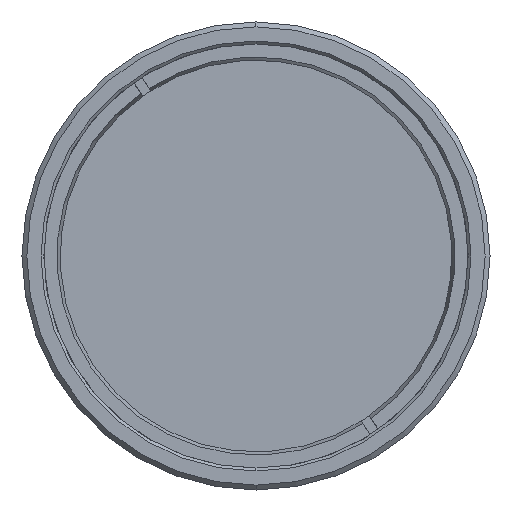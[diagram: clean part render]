
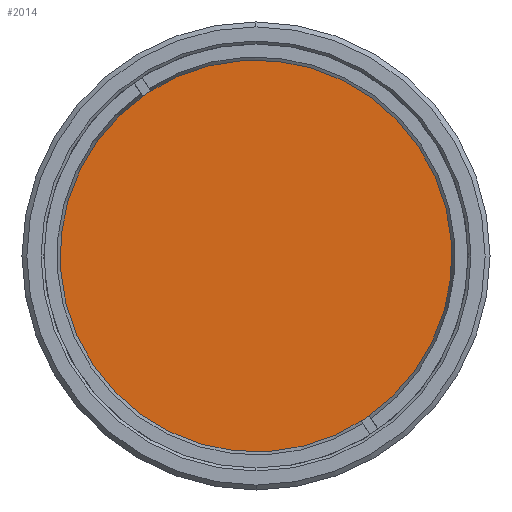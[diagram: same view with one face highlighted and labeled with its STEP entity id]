
A CAD part, left-side view. The second image highlights one B-rep face of the part: STEP entity #2014.
In plain terms, the highlighted planar face has unit normal (-1, 0, 0).
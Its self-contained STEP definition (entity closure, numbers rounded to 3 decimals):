
#284 = DIRECTION ( 'NONE',  ( 1., 0., 0. ) ) ;
#431 = DIRECTION ( 'NONE',  ( 0., 0., 1. ) ) ;
#479 = EDGE_LOOP ( 'NONE', ( #2057, #1226 ) ) ;
#551 = AXIS2_PLACEMENT_3D ( 'NONE', #1215, #735, #1879 ) ;
#731 = DIRECTION ( 'NONE',  ( 0., 0., 1. ) ) ;
#735 = DIRECTION ( 'NONE',  ( 1., 0., 0. ) ) ;
#749 = CARTESIAN_POINT ( 'NONE',  ( 0., 11.212, 16.673 ) ) ;
#820 = CIRCLE ( 'NONE', #1416, 20.093 ) ;
#951 = FACE_OUTER_BOUND ( 'NONE', #479, .T. ) ;
#971 = AXIS2_PLACEMENT_3D ( 'NONE', #2008, #1850, #731 ) ;
#1215 = CARTESIAN_POINT ( 'NONE',  ( 0., 0., 0. ) ) ;
#1226 = ORIENTED_EDGE ( 'NONE', *, *, #1584, .F. ) ;
#1239 = CARTESIAN_POINT ( 'NONE',  ( 0., 0., 0. ) ) ;
#1344 = PLANE ( 'NONE',  #971 ) ;
#1416 = AXIS2_PLACEMENT_3D ( 'NONE', #1239, #284, #431 ) ;
#1540 = VERTEX_POINT ( 'NONE', #749 ) ;
#1584 = EDGE_CURVE ( 'NONE', #1741, #1540, #820, .T. ) ;
#1610 = CARTESIAN_POINT ( 'NONE',  ( 0., -11.212, -16.673 ) ) ;
#1741 = VERTEX_POINT ( 'NONE', #1610 ) ;
#1785 = CIRCLE ( 'NONE', #551, 20.093 ) ;
#1831 = EDGE_CURVE ( 'NONE', #1540, #1741, #1785, .T. ) ;
#1850 = DIRECTION ( 'NONE',  ( -1., 0., 0. ) ) ;
#1879 = DIRECTION ( 'NONE',  ( 0., 0., 1. ) ) ;
#2008 = CARTESIAN_POINT ( 'NONE',  ( 0., 0., 0. ) ) ;
#2014 = ADVANCED_FACE ( 'NONE', ( #951 ), #1344, .T. ) ;
#2057 = ORIENTED_EDGE ( 'NONE', *, *, #1831, .F. ) ;
